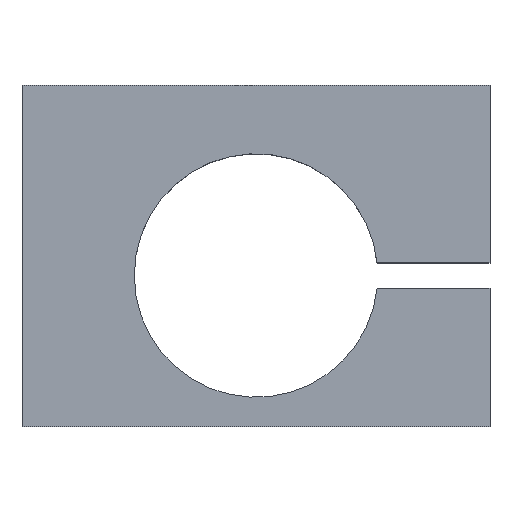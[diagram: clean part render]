
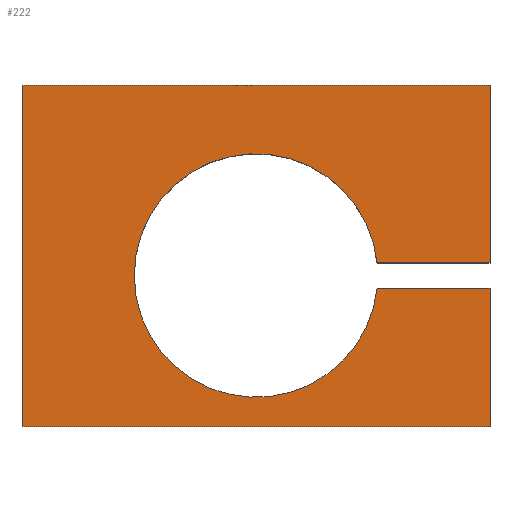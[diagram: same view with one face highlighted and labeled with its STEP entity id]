
A CAD part, top view. The second image highlights one B-rep face of the part: STEP entity #222.
In plain terms, the highlighted planar face has unit normal (0, 0, 1).
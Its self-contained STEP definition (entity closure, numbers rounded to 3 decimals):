
#4 = CARTESIAN_POINT ( 'NONE',  ( -37., 30.1, 20. ) ) ;
#5 = LINE ( 'NONE', #730, #133 ) ;
#9 = PLANE ( 'NONE',  #579 ) ;
#41 = LINE ( 'NONE', #716, #679 ) ;
#50 = EDGE_CURVE ( 'NONE', #781, #551, #613, .T. ) ;
#73 = EDGE_CURVE ( 'NONE', #95, #416, #41, .T. ) ;
#74 = DIRECTION ( 'NONE',  ( 0., 0., 1. ) ) ;
#81 = EDGE_CURVE ( 'NONE', #657, #234, #334, .T. ) ;
#85 = VERTEX_POINT ( 'NONE', #158 ) ;
#91 = CARTESIAN_POINT ( 'NONE',  ( 37., -23.9, 20. ) ) ;
#95 = VERTEX_POINT ( 'NONE', #529 ) ;
#96 = CARTESIAN_POINT ( 'NONE',  ( 19.146, -2., 20. ) ) ;
#107 = CARTESIAN_POINT ( 'NONE',  ( 19.146, 2., 20. ) ) ;
#133 = VECTOR ( 'NONE', #166, 1000. ) ;
#158 = CARTESIAN_POINT ( 'NONE',  ( -19.25, 0., 20. ) ) ;
#166 = DIRECTION ( 'NONE',  ( 0., 1., 0. ) ) ;
#174 = CARTESIAN_POINT ( 'NONE',  ( -37., 30.1, 20. ) ) ;
#179 = VECTOR ( 'NONE', #221, 1000. ) ;
#188 = ORIENTED_EDGE ( 'NONE', *, *, #318, .T. ) ;
#199 = VECTOR ( 'NONE', #776, 1000. ) ;
#205 = EDGE_CURVE ( 'NONE', #551, #657, #463, .T. ) ;
#207 = DIRECTION ( 'NONE',  ( 0., 0., -1. ) ) ;
#221 = DIRECTION ( 'NONE',  ( 1., 0., 0. ) ) ;
#222 = ADVANCED_FACE ( 'NONE', ( #746 ), #9, .T. ) ;
#227 = CARTESIAN_POINT ( 'NONE',  ( 37., 2., 20. ) ) ;
#233 = EDGE_CURVE ( 'NONE', #416, #85, #256, .T. ) ;
#234 = VERTEX_POINT ( 'NONE', #91 ) ;
#244 = VECTOR ( 'NONE', #532, 1000. ) ;
#254 = VECTOR ( 'NONE', #774, 1000. ) ;
#256 = CIRCLE ( 'NONE', #548, 19.25 ) ;
#258 = ORIENTED_EDGE ( 'NONE', *, *, #403, .T. ) ;
#271 = AXIS2_PLACEMENT_3D ( 'NONE', #541, #550, #459 ) ;
#278 = DIRECTION ( 'NONE',  ( -1., 0., 0. ) ) ;
#318 = EDGE_CURVE ( 'NONE', #500, #781, #371, .T. ) ;
#330 = CARTESIAN_POINT ( 'NONE',  ( -37., -23.9, 20. ) ) ;
#334 = LINE ( 'NONE', #339, #179 ) ;
#335 = VERTEX_POINT ( 'NONE', #527 ) ;
#339 = CARTESIAN_POINT ( 'NONE',  ( -37., -23.9, 20. ) ) ;
#371 = LINE ( 'NONE', #659, #199 ) ;
#391 = ORIENTED_EDGE ( 'NONE', *, *, #738, .T. ) ;
#403 = EDGE_CURVE ( 'NONE', #85, #335, #623, .T. ) ;
#404 = LINE ( 'NONE', #107, #244 ) ;
#409 = EDGE_CURVE ( 'NONE', #234, #95, #5, .T. ) ;
#416 = VERTEX_POINT ( 'NONE', #96 ) ;
#443 = ORIENTED_EDGE ( 'NONE', *, *, #205, .T. ) ;
#459 = DIRECTION ( 'NONE',  ( 1., 0., 0. ) ) ;
#463 = LINE ( 'NONE', #174, #568 ) ;
#489 = DIRECTION ( 'NONE',  ( 0., -1., 0. ) ) ;
#500 = VERTEX_POINT ( 'NONE', #227 ) ;
#508 = ORIENTED_EDGE ( 'NONE', *, *, #73, .T. ) ;
#527 = CARTESIAN_POINT ( 'NONE',  ( 19.146, 2., 20. ) ) ;
#529 = CARTESIAN_POINT ( 'NONE',  ( 37., -2., 20. ) ) ;
#532 = DIRECTION ( 'NONE',  ( 1., 0., 0. ) ) ;
#541 = CARTESIAN_POINT ( 'NONE',  ( 0., 0., 20. ) ) ;
#546 = ORIENTED_EDGE ( 'NONE', *, *, #409, .T. ) ;
#548 = AXIS2_PLACEMENT_3D ( 'NONE', #578, #207, #644 ) ;
#550 = DIRECTION ( 'NONE',  ( 0., 0., -1. ) ) ;
#551 = VERTEX_POINT ( 'NONE', #4 ) ;
#565 = ORIENTED_EDGE ( 'NONE', *, *, #81, .T. ) ;
#568 = VECTOR ( 'NONE', #489, 1000. ) ;
#578 = CARTESIAN_POINT ( 'NONE',  ( 0., 0., 20. ) ) ;
#579 = AXIS2_PLACEMENT_3D ( 'NONE', #741, #74, #766 ) ;
#600 = CARTESIAN_POINT ( 'NONE',  ( 37., 30.1, 20. ) ) ;
#613 = LINE ( 'NONE', #627, #254 ) ;
#623 = CIRCLE ( 'NONE', #271, 19.25 ) ;
#624 = ORIENTED_EDGE ( 'NONE', *, *, #233, .T. ) ;
#627 = CARTESIAN_POINT ( 'NONE',  ( -37., 30.1, 20. ) ) ;
#644 = DIRECTION ( 'NONE',  ( 1., 0., 0. ) ) ;
#657 = VERTEX_POINT ( 'NONE', #330 ) ;
#659 = CARTESIAN_POINT ( 'NONE',  ( 37., 30.1, 20. ) ) ;
#662 = ORIENTED_EDGE ( 'NONE', *, *, #50, .T. ) ;
#679 = VECTOR ( 'NONE', #278, 1000. ) ;
#716 = CARTESIAN_POINT ( 'NONE',  ( 19.146, -2., 20. ) ) ;
#728 = EDGE_LOOP ( 'NONE', ( #443, #565, #546, #508, #624, #258, #391, #188, #662 ) ) ;
#730 = CARTESIAN_POINT ( 'NONE',  ( 37., -2., 20. ) ) ;
#738 = EDGE_CURVE ( 'NONE', #335, #500, #404, .T. ) ;
#741 = CARTESIAN_POINT ( 'NONE',  ( 0., 0., 20. ) ) ;
#746 = FACE_OUTER_BOUND ( 'NONE', #728, .T. ) ;
#766 = DIRECTION ( 'NONE',  ( 1., 0., 0. ) ) ;
#774 = DIRECTION ( 'NONE',  ( -1., 0., 0. ) ) ;
#776 = DIRECTION ( 'NONE',  ( 0., 1., 0. ) ) ;
#781 = VERTEX_POINT ( 'NONE', #600 ) ;
